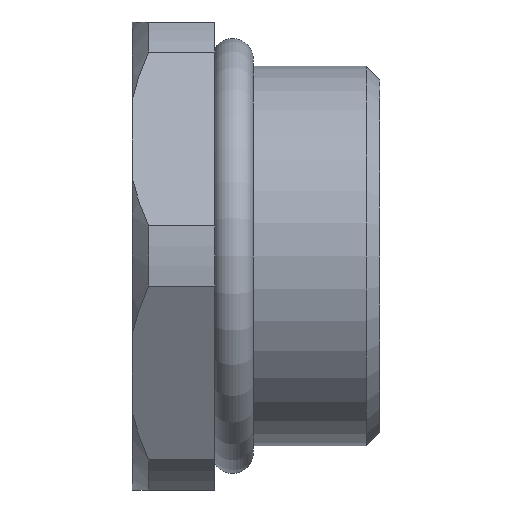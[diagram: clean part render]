
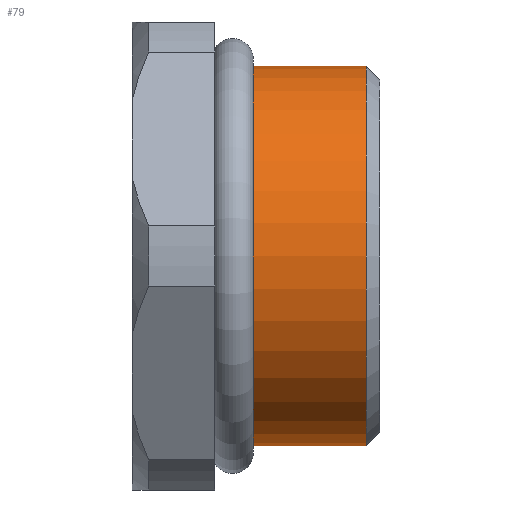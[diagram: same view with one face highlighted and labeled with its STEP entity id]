
A CAD part, left-side view. The second image highlights one B-rep face of the part: STEP entity #79.
In plain terms, the highlighted cylindrical face has radius 6.9 mm (diameter 13.8 mm), a partial arc.
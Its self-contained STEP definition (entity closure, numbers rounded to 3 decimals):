
#56 = EDGE_CURVE ( 'NONE', #216, #208, #661, .T. ) ;
#57 = EDGE_CURVE ( 'NONE', #215, #217, #664, .T. ) ;
#79 = ADVANCED_FACE ( 'NONE', ( #605 ), #600, .T. ) ;
#91 = EDGE_CURVE ( 'NONE', #216, #215, #275, .T. ) ;
#92 = EDGE_CURVE ( 'NONE', #208, #217, #277, .T. ) ;
#208 = VERTEX_POINT ( 'NONE', #803 ) ;
#215 = VERTEX_POINT ( 'NONE', #810 ) ;
#216 = VERTEX_POINT ( 'NONE', #811 ) ;
#217 = VERTEX_POINT ( 'NONE', #812 ) ;
#238 = EDGE_LOOP ( 'NONE', ( #892, #893, #891, #894 ) ) ;
#275 = CIRCLE ( 'NONE', #578, 6.9 ) ;
#277 = CIRCLE ( 'NONE', #576, 6.9 ) ;
#473 = CARTESIAN_POINT ( 'NONE',  ( 0., 25.055, 0. ) ) ;
#474 = DIRECTION ( 'NONE',  ( 0., 1., 0. ) ) ;
#475 = DIRECTION ( 'NONE',  ( 0., 0., 1. ) ) ;
#520 = CARTESIAN_POINT ( 'NONE',  ( 0., -8.5, 0. ) ) ;
#521 = DIRECTION ( 'NONE',  ( 0., 1., 0. ) ) ;
#522 = DIRECTION ( 'NONE',  ( 0., 0., -1. ) ) ;
#523 = CARTESIAN_POINT ( 'NONE',  ( 0., -4.357, 0. ) ) ;
#524 = DIRECTION ( 'NONE',  ( 0., 1., 0. ) ) ;
#525 = DIRECTION ( 'NONE',  ( 0., 0., 1. ) ) ;
#542 = VECTOR ( 'NONE', #666, 1000. ) ;
#548 = VECTOR ( 'NONE', #663, 1000. ) ;
#576 = AXIS2_PLACEMENT_3D ( 'NONE', #523, #524, #525 ) ;
#578 = AXIS2_PLACEMENT_3D ( 'NONE', #520, #521, #522 ) ;
#600 = CYLINDRICAL_SURFACE ( 'NONE', #603, 6.9 ) ;
#603 = AXIS2_PLACEMENT_3D ( 'NONE', #473, #474, #475 ) ;
#605 = FACE_OUTER_BOUND ( 'NONE', #238, .T. ) ;
#661 = LINE ( 'NONE', #662, #548 ) ;
#662 = CARTESIAN_POINT ( 'NONE',  ( 0., 25.055, -6.9 ) ) ;
#663 = DIRECTION ( 'NONE',  ( 0., 1., 0. ) ) ;
#664 = LINE ( 'NONE', #665, #542 ) ;
#665 = CARTESIAN_POINT ( 'NONE',  ( 0., 25.055, 6.9 ) ) ;
#666 = DIRECTION ( 'NONE',  ( 0., 1., 0. ) ) ;
#803 = CARTESIAN_POINT ( 'NONE',  ( 0., -4.357, -6.9 ) ) ;
#810 = CARTESIAN_POINT ( 'NONE',  ( 0., -8.5, 6.9 ) ) ;
#811 = CARTESIAN_POINT ( 'NONE',  ( 0., -8.5, -6.9 ) ) ;
#812 = CARTESIAN_POINT ( 'NONE',  ( 0., -4.357, 6.9 ) ) ;
#891 = ORIENTED_EDGE ( 'NONE', *, *, #57, .T. ) ;
#892 = ORIENTED_EDGE ( 'NONE', *, *, #56, .F. ) ;
#893 = ORIENTED_EDGE ( 'NONE', *, *, #91, .T. ) ;
#894 = ORIENTED_EDGE ( 'NONE', *, *, #92, .F. ) ;
